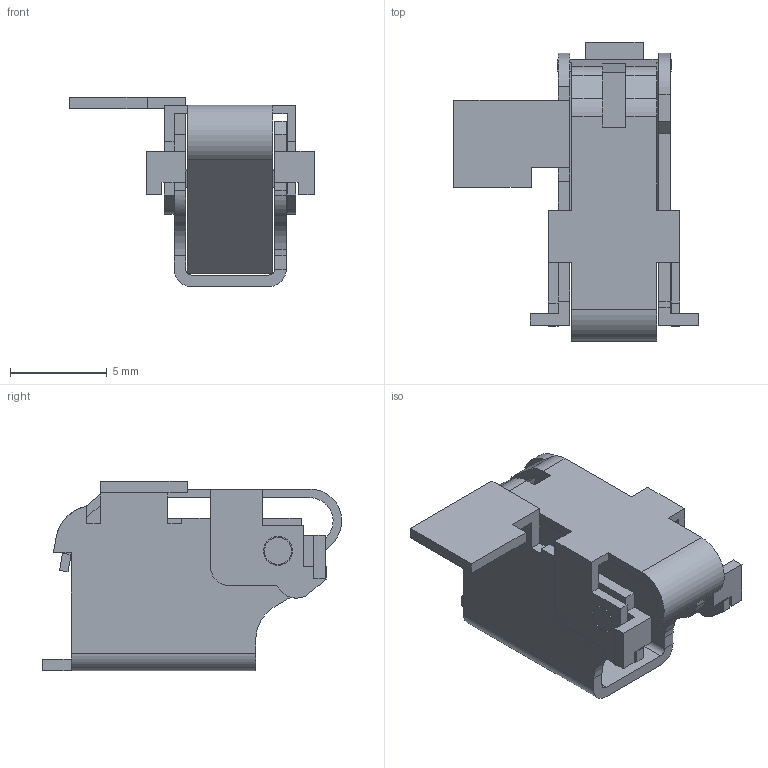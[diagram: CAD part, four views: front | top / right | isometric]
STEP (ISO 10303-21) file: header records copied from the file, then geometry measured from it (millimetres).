
FILE_DESCRIPTION(('Creo Elements/Direct Modeling STEP Export'),'2;1');
FILE_NAME('model.stp','2018-12-14T13:21:55',(''),(''),'Creo Elements/Direct Modeling STEP processor for AP214 (Solid Model)','Creo Elements/Direct Modeling 18.1I 14-Aug-2016 (C) Parametric Technology GmbH','');
FILE_SCHEMA(('AUTOMOTIVE_DESIGN { 1 0 10303 214 1 1 1 1 }'));
Length unit declared in the file: millimetre
Products named in the file (2): PV-PTSPL-W-1L
Assembly tree (1 placements, depth 2):
  PV-PTSPL-W-1L
    PV-PTSPL-W-1L
Bounding box: 12.65 x 15.5 x 9.8 mm (x, y, z)
Volume: 229.8 mm3; surface area: 930.9 mm2
Topology: 1 solids, 1 shells, 147 faces, 435 edges, 288 vertices
Faces by surface type: plane 113, cylinder 34
Entity records: 5583 total; most frequent: ORIENTED_EDGE 876, CARTESIAN_POINT 819, DIRECTION 725, EDGE_CURVE 435, VECTOR 337, LINE 337, VERTEX_POINT 288, AXIS2_PLACEMENT_3D 194
